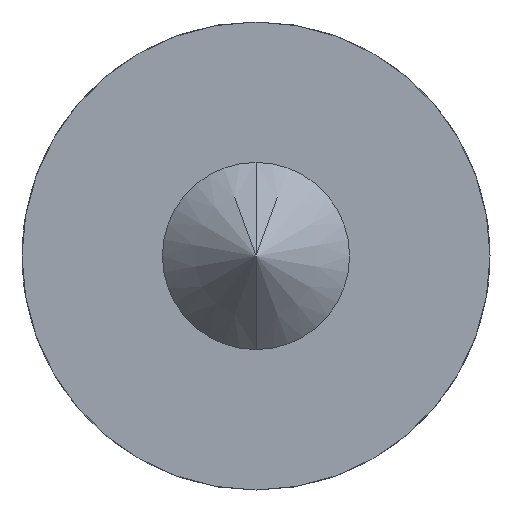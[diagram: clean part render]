
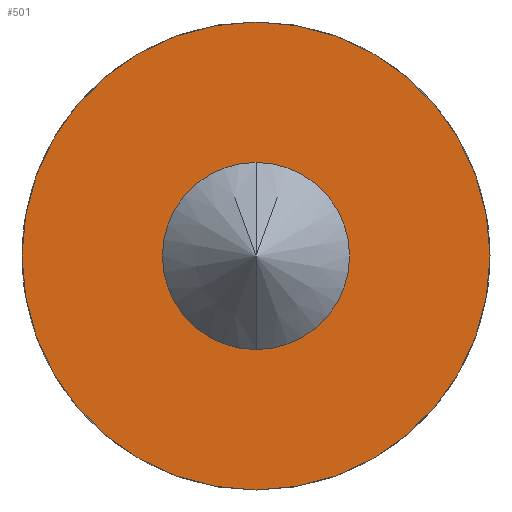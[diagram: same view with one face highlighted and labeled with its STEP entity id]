
A CAD part, front view. The second image highlights one B-rep face of the part: STEP entity #501.
In plain terms, the highlighted planar face has unit normal (0, -1, 0).
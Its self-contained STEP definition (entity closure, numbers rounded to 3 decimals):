
#40 = AXIS2_PLACEMENT_3D ( 'NONE', #232, #264, #383 ) ;
#41 = CIRCLE ( 'NONE', #55, 7.5 ) ;
#43 = AXIS2_PLACEMENT_3D ( 'NONE', #357, #362, #226 ) ;
#55 = AXIS2_PLACEMENT_3D ( 'NONE', #230, #225, #267 ) ;
#75 = AXIS2_PLACEMENT_3D ( 'NONE', #253, #238, #263 ) ;
#80 = AXIS2_PLACEMENT_3D ( 'NONE', #245, #289, #266 ) ;
#83 = CIRCLE ( 'NONE', #75, 2. ) ;
#87 = CIRCLE ( 'NONE', #80, 7.5 ) ;
#92 = CIRCLE ( 'NONE', #40, 2. ) ;
#101 = FACE_BOUND ( 'NONE', #197, .T. ) ;
#103 = FACE_OUTER_BOUND ( 'NONE', #195, .T. ) ;
#126 = ORIENTED_EDGE ( 'NONE', *, *, #462, .F. ) ;
#167 = VERTEX_POINT ( 'NONE', #274 ) ;
#174 = VERTEX_POINT ( 'NONE', #295 ) ;
#175 = VERTEX_POINT ( 'NONE', #300 ) ;
#176 = VERTEX_POINT ( 'NONE', #284 ) ;
#195 = EDGE_LOOP ( 'NONE', ( #407, #126 ) ) ;
#197 = EDGE_LOOP ( 'NONE', ( #414, #426 ) ) ;
#225 = DIRECTION ( 'NONE',  ( 0., 1., 0. ) ) ;
#226 = DIRECTION ( 'NONE',  ( 0., 0., -1. ) ) ;
#230 = CARTESIAN_POINT ( 'NONE',  ( 0., 0., 0. ) ) ;
#232 = CARTESIAN_POINT ( 'NONE',  ( 0., 0., 0. ) ) ;
#238 = DIRECTION ( 'NONE',  ( 0., 1., 0. ) ) ;
#245 = CARTESIAN_POINT ( 'NONE',  ( 0., 0., 0. ) ) ;
#253 = CARTESIAN_POINT ( 'NONE',  ( 0., 0., 0. ) ) ;
#263 = DIRECTION ( 'NONE',  ( 0., 0., 1. ) ) ;
#264 = DIRECTION ( 'NONE',  ( 0., 1., 0. ) ) ;
#266 = DIRECTION ( 'NONE',  ( 0., 0., 1. ) ) ;
#267 = DIRECTION ( 'NONE',  ( 0., 0., 1. ) ) ;
#274 = CARTESIAN_POINT ( 'NONE',  ( 0., 0., -2. ) ) ;
#284 = CARTESIAN_POINT ( 'NONE',  ( 0., 0., -7.5 ) ) ;
#289 = DIRECTION ( 'NONE',  ( 0., 1., 0. ) ) ;
#295 = CARTESIAN_POINT ( 'NONE',  ( 0., 0., 2. ) ) ;
#300 = CARTESIAN_POINT ( 'NONE',  ( 0., 0., 7.5 ) ) ;
#343 = PLANE ( 'NONE',  #43 ) ;
#357 = CARTESIAN_POINT ( 'NONE',  ( 0., 0., 2. ) ) ;
#362 = DIRECTION ( 'NONE',  ( 0., -1., 0. ) ) ;
#383 = DIRECTION ( 'NONE',  ( 0., 0., 1. ) ) ;
#407 = ORIENTED_EDGE ( 'NONE', *, *, #467, .F. ) ;
#414 = ORIENTED_EDGE ( 'NONE', *, *, #484, .T. ) ;
#426 = ORIENTED_EDGE ( 'NONE', *, *, #456, .T. ) ;
#456 = EDGE_CURVE ( 'NONE', #167, #174, #92, .T. ) ;
#462 = EDGE_CURVE ( 'NONE', #176, #175, #87, .T. ) ;
#467 = EDGE_CURVE ( 'NONE', #175, #176, #41, .T. ) ;
#484 = EDGE_CURVE ( 'NONE', #174, #167, #83, .T. ) ;
#501 = ADVANCED_FACE ( 'NONE', ( #101, #103 ), #343, .T. ) ;
